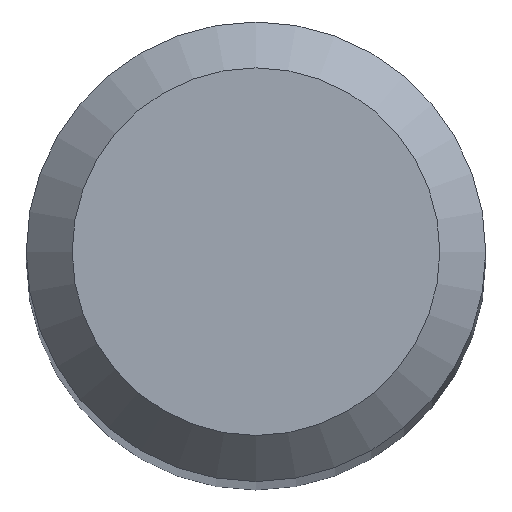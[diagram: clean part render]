
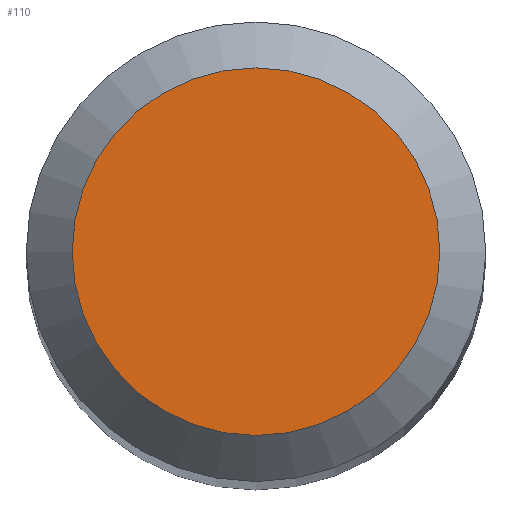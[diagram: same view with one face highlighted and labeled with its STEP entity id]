
A CAD part, top view. The second image highlights one B-rep face of the part: STEP entity #110.
In plain terms, the highlighted planar face has unit normal (0, 0, 1).
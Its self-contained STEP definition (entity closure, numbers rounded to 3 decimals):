
#17 = DIRECTION ( 'NONE',  ( -1., 0., 0. ) ) ;
#58 = CARTESIAN_POINT ( 'NONE',  ( 0., 1.2, 38. ) ) ;
#60 = CARTESIAN_POINT ( 'NONE',  ( 0., 0., 38. ) ) ;
#110 = ADVANCED_FACE ( 'NONE', ( #253 ), #181, .F. ) ;
#136 = EDGE_CURVE ( 'NONE', #146, #146, #211, .T. ) ;
#139 = ORIENTED_EDGE ( 'NONE', *, *, #136, .T. ) ;
#146 = VERTEX_POINT ( 'NONE', #275 ) ;
#158 = DIRECTION ( 'NONE',  ( 1., 0., 0. ) ) ;
#179 = DIRECTION ( 'NONE',  ( 0., 0., -1. ) ) ;
#181 = PLANE ( 'NONE',  #193 ) ;
#193 = AXIS2_PLACEMENT_3D ( 'NONE', #58, #179, #17 ) ;
#206 = EDGE_LOOP ( 'NONE', ( #139 ) ) ;
#211 = CIRCLE ( 'NONE', #251, 1.2 ) ;
#251 = AXIS2_PLACEMENT_3D ( 'NONE', #60, #268, #158 ) ;
#253 = FACE_OUTER_BOUND ( 'NONE', #206, .T. ) ;
#268 = DIRECTION ( 'NONE',  ( 0., 0., 1. ) ) ;
#275 = CARTESIAN_POINT ( 'NONE',  ( 1.2, 0., 38. ) ) ;
